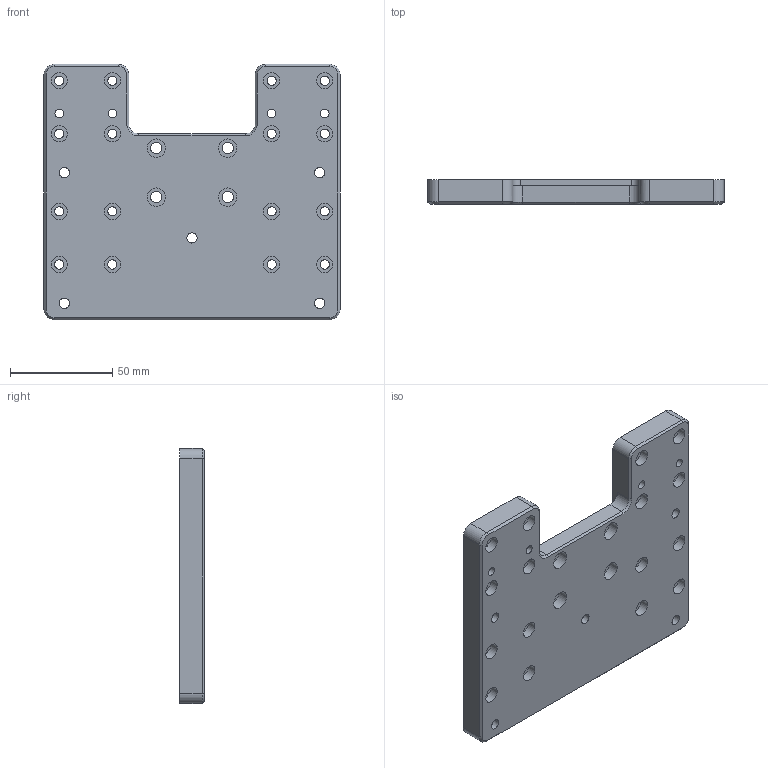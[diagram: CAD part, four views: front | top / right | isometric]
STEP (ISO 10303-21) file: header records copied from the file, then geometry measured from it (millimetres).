
FILE_DESCRIPTION(/* description */ (''),/* implementation_level */ '2;1');
FILE_NAME(/* name */ 'TramPlate Dual Carriage.step',/* time_stamp */ '2024-04-15T14:46:11-07:00',/* author */ (''),/* organization */ (''),/* preprocessor_version */ 'ST-DEVELOPER v20',/* originating_system */ 'Autodesk Translation Framework v12.20.1.177',/* authorisation */ '');
FILE_SCHEMA (('AUTOMOTIVE_DESIGN { 1 0 10303 214 3 1 1 }'));
Length unit declared in the file: millimetre
Products named in the file (1): TramPlate Dual Carriage
Bounding box: 145 x 12 x 125 mm (x, y, z)
Volume: 175482.1 mm3; surface area: 43900 mm2
Topology: 1 solids, 1 shells, 107 faces, 239 edges, 154 vertices
Faces by surface type: cylinder 59, plane 40, cone 7, bspline 1
Full cylindrical faces by diameter (mm): 4.234 x4, 4.5 x16, 5.035 x5, 5.5 x4, 8 x16, 9 x4
Entity records: 3219 total; most frequent: DIRECTION 571, CARTESIAN_POINT 569, ORIENTED_EDGE 478, EDGE_CURVE 239, AXIS2_PLACEMENT_3D 230, EDGE_LOOP 185, VERTEX_POINT 154, CIRCLE 123
